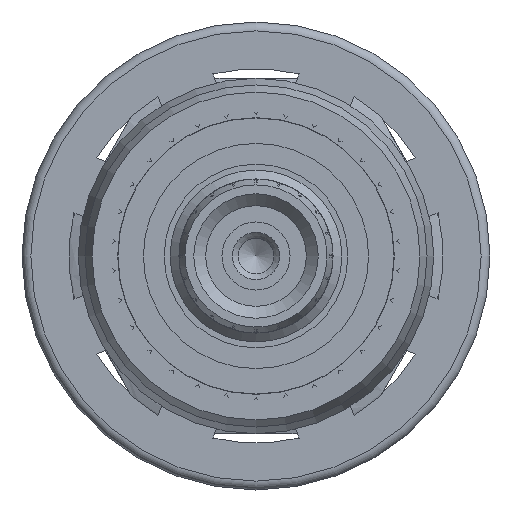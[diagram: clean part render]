
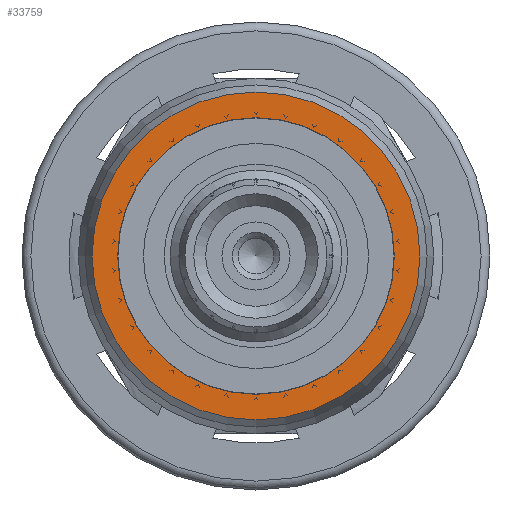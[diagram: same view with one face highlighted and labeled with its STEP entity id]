
A CAD part, left-side view. The second image highlights one B-rep face of the part: STEP entity #33759.
In plain terms, the highlighted planar face has unit normal (-1, 0, 0).
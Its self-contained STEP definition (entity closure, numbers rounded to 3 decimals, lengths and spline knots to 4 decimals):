
#6107=PLANE('',#53803);
#8059=ORIENTED_EDGE('',*,*,#18820,.T.);
#8060=ORIENTED_EDGE('',*,*,#18818,.T.);
#18818=EDGE_CURVE('',#24250,#24250,#27183,.F.);
#18820=EDGE_CURVE('',#24252,#24252,#27185,.T.);
#24250=VERTEX_POINT('',#63280);
#24252=VERTEX_POINT('',#63286);
#27183=CIRCLE('',#53800,2.7668);
#27185=CIRCLE('',#53804,2.3346);
#27766=EDGE_LOOP('',(#8059));
#27767=EDGE_LOOP('',(#8060));
#30485=FACE_BOUND('',#27766,.T.);
#30486=FACE_BOUND('',#27767,.T.);
#33759=ADVANCED_FACE('',(#30485,#30486),#6107,.F.);
#53800=AXIS2_PLACEMENT_3D('',#63279,#55560,#55561);
#53803=AXIS2_PLACEMENT_3D('',#63284,#55566,#55567);
#53804=AXIS2_PLACEMENT_3D('',#63285,#55568,#55569);
#55560=DIRECTION('',(1.,0.,0.));
#55561=DIRECTION('',(0.,1.,0.));
#55566=DIRECTION('',(1.,0.,0.));
#55567=DIRECTION('',(0.,1.,0.));
#55568=DIRECTION('',(1.,0.,0.));
#55569=DIRECTION('',(0.,1.,0.));
#63279=CARTESIAN_POINT('',(-2.,0.,0.));
#63280=CARTESIAN_POINT('',(-2.,2.7668,0.));
#63284=CARTESIAN_POINT('',(-2.,0.,0.));
#63285=CARTESIAN_POINT('',(-2.,0.,0.));
#63286=CARTESIAN_POINT('',(-2.,2.3346,0.));
